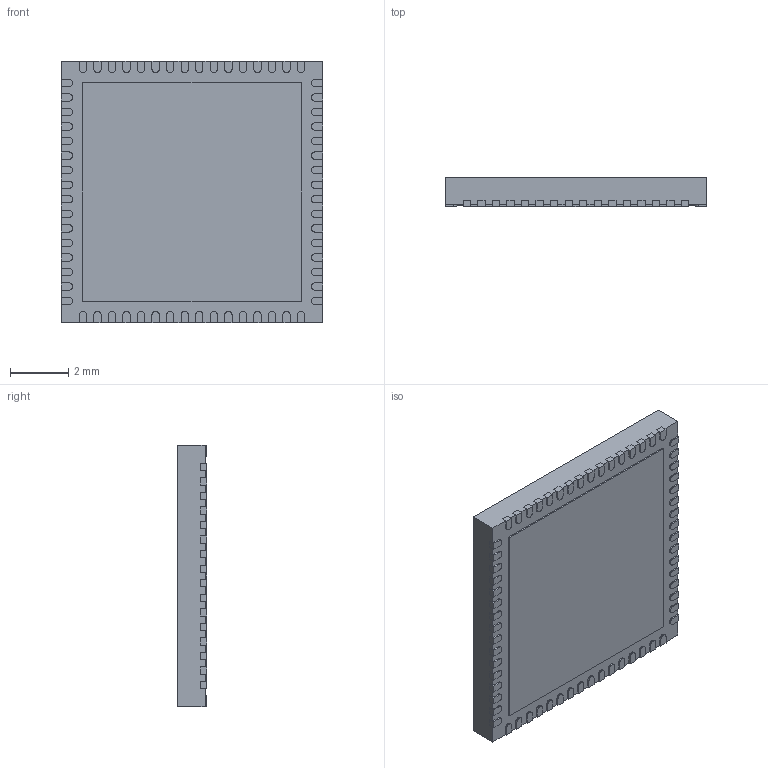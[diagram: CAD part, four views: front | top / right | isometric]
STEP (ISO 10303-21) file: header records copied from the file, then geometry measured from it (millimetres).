
FILE_DESCRIPTION (( 'STEP AP214' ), '1' );
FILE_NAME ('AT90USB1286-MU.STEP', '2021-08-19T11:19:10', ( '' ), ( '' ), 'SwSTEP 2.0', 'SolidWorks 2017', '' );
FILE_SCHEMA (( 'AUTOMOTIVE_DESIGN' ));
Length unit declared in the file: millimetre
Products named in the file (1): AT90USB1286-MU
Bounding box: 9 x 1 x 9 mm (x, y, z)
Volume: 80.1 mm3; surface area: 353.6 mm2
Topology: 67 solids, 67 shells, 696 faces, 1680 edges, 1120 vertices
Faces by surface type: plane 532, cylinder 164
Entity records: 20800 total; most frequent: CARTESIAN_POINT 3497, DIRECTION 3402, ORIENTED_EDGE 3360, EDGE_CURVE 1680, LINE 1352, VECTOR 1352, VERTEX_POINT 1120, AXIS2_PLACEMENT_3D 1025
